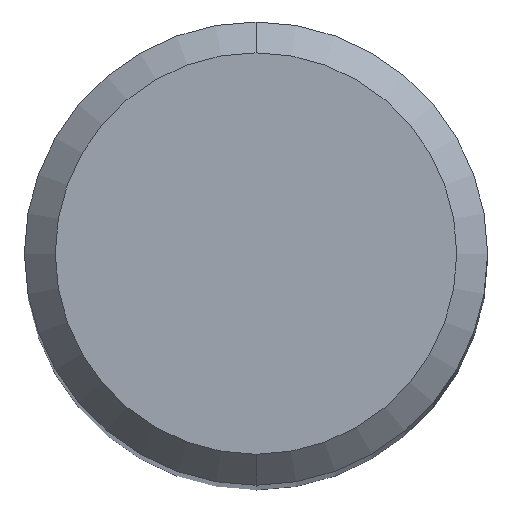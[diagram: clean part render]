
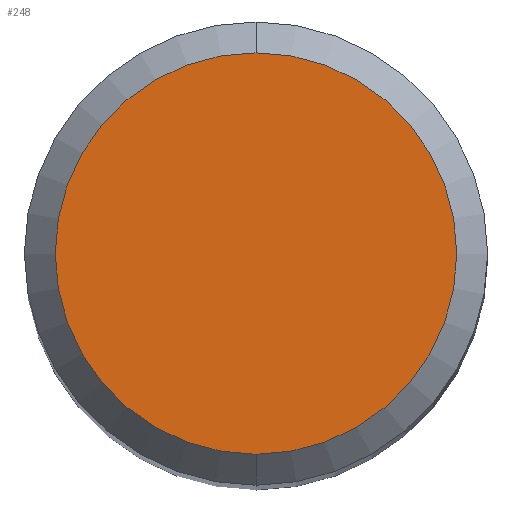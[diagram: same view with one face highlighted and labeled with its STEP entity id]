
A CAD part, top view. The second image highlights one B-rep face of the part: STEP entity #248.
In plain terms, the highlighted planar face has unit normal (0, 0, 1).
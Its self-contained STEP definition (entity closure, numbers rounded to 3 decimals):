
#248=ADVANCED_FACE('',(#550),#551,.T.);
#270=EDGE_CURVE('',#292,#280,#573,.T.);
#280=VERTEX_POINT('',#585);
#292=VERTEX_POINT('',#598);
#336=EDGE_CURVE('',#280,#292,#648,.T.);
#550=FACE_OUTER_BOUND('',#923,.T.);
#551=PLANE('',#924);
#573=CIRCLE('',#962,2.6);
#585=CARTESIAN_POINT('',(0.,-2.6,0.0));
#598=CARTESIAN_POINT('',(0.0,2.6,0.0));
#648=CIRCLE('',#1143,2.6);
#923=EDGE_LOOP('',(#1492,#1493));
#924=AXIS2_PLACEMENT_3D('',#1494,#1495,#1496);
#962=AXIS2_PLACEMENT_3D('',#1509,#1510,#1511);
#1143=AXIS2_PLACEMENT_3D('',#1589,#1590,#1591);
#1492=ORIENTED_EDGE('',*,*,#270,.F.);
#1493=ORIENTED_EDGE('',*,*,#336,.F.);
#1494=CARTESIAN_POINT('',(0.0,1.3,0.0));
#1495=DIRECTION('',(-0.0,0.0,1.0));
#1496=DIRECTION('',(0.0,-1.0,0.0));
#1509=CARTESIAN_POINT('',(0.0,0.0,0.0));
#1510=DIRECTION('',(0.0,0.0,-1.0));
#1511=DIRECTION('',(0.0,1.0,0.0));
#1589=CARTESIAN_POINT('',(0.0,0.0,0.0));
#1590=DIRECTION('',(0.0,0.0,-1.0));
#1591=DIRECTION('',(0.0,1.0,0.0));
